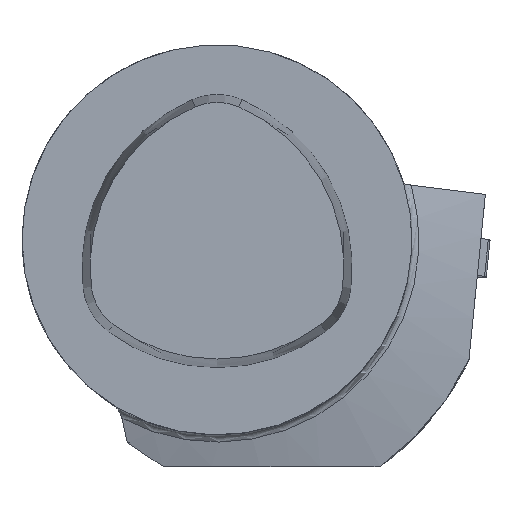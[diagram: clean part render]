
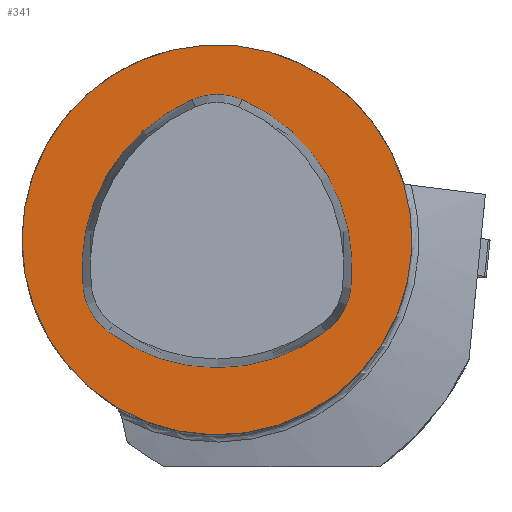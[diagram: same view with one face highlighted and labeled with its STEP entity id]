
A CAD part, top view. The second image highlights one B-rep face of the part: STEP entity #341.
In plain terms, the highlighted planar face has unit normal (0, 0, 1).
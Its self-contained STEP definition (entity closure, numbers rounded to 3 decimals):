
#111=FACE_BOUND('',#459,.T.);
#112=FACE_BOUND('',#460,.T.);
#120=PLANE('',#1138);
#341=ADVANCED_FACE('',(#111,#112),#120,.T.);
#459=EDGE_LOOP('',(#620));
#460=EDGE_LOOP('',(#621,#622,#623,#624,#625,#626));
#509=CIRCLE('',#1119,25.);
#516=CIRCLE('',#1132,23.36);
#517=CIRCLE('',#1133,8.12);
#518=CIRCLE('',#1134,23.36);
#519=CIRCLE('',#1135,8.12);
#520=CIRCLE('',#1136,23.36);
#521=CIRCLE('',#1137,8.12);
#620=ORIENTED_EDGE('',*,*,#943,.F.);
#621=ORIENTED_EDGE('',*,*,#958,.T.);
#622=ORIENTED_EDGE('',*,*,#959,.T.);
#623=ORIENTED_EDGE('',*,*,#960,.T.);
#624=ORIENTED_EDGE('',*,*,#961,.T.);
#625=ORIENTED_EDGE('',*,*,#962,.T.);
#626=ORIENTED_EDGE('',*,*,#963,.T.);
#844=VERTEX_POINT('',#1686);
#859=VERTEX_POINT('',#1718);
#860=VERTEX_POINT('',#1719);
#861=VERTEX_POINT('',#1721);
#862=VERTEX_POINT('',#1723);
#863=VERTEX_POINT('',#1725);
#864=VERTEX_POINT('',#1727);
#943=EDGE_CURVE('',#844,#844,#509,.T.);
#958=EDGE_CURVE('',#859,#860,#516,.T.);
#959=EDGE_CURVE('',#860,#861,#517,.T.);
#960=EDGE_CURVE('',#861,#862,#518,.T.);
#961=EDGE_CURVE('',#862,#863,#519,.T.);
#962=EDGE_CURVE('',#863,#864,#520,.T.);
#963=EDGE_CURVE('',#864,#859,#521,.T.);
#1119=AXIS2_PLACEMENT_3D('',#1685,#1288,#1289);
#1132=AXIS2_PLACEMENT_3D('',#1717,#1318,#1319);
#1133=AXIS2_PLACEMENT_3D('',#1720,#1320,#1321);
#1134=AXIS2_PLACEMENT_3D('',#1722,#1322,#1323);
#1135=AXIS2_PLACEMENT_3D('',#1724,#1324,#1325);
#1136=AXIS2_PLACEMENT_3D('',#1726,#1326,#1327);
#1137=AXIS2_PLACEMENT_3D('',#1728,#1328,#1329);
#1138=AXIS2_PLACEMENT_3D('',#1729,#1330,#1331);
#1288=DIRECTION('',(0.,0.,-1.));
#1289=DIRECTION('',(-1.,0.,0.));
#1318=DIRECTION('',(0.,0.,-1.));
#1319=DIRECTION('',(-1.,0.,0.));
#1320=DIRECTION('',(0.,0.,-1.));
#1321=DIRECTION('',(-1.,0.,0.));
#1322=DIRECTION('',(0.,0.,-1.));
#1323=DIRECTION('',(-1.,0.,0.));
#1324=DIRECTION('',(0.,0.,-1.));
#1325=DIRECTION('',(-1.,0.,0.));
#1326=DIRECTION('',(0.,0.,-1.));
#1327=DIRECTION('',(-1.,0.,0.));
#1328=DIRECTION('',(0.,0.,-1.));
#1329=DIRECTION('',(-1.,0.,0.));
#1330=DIRECTION('',(0.,0.,1.));
#1331=DIRECTION('',(1.,0.,0.));
#1685=CARTESIAN_POINT('',(0.,0.,0.));
#1686=CARTESIAN_POINT('',(-25.,0.,0.));
#1717=CARTESIAN_POINT('',(-6.045,-3.49,0.));
#1718=CARTESIAN_POINT('',(3.221,17.954,0.));
#1719=CARTESIAN_POINT('',(17.159,-6.188,0.));
#1720=CARTESIAN_POINT('',(9.093,-5.25,0.));
#1721=CARTESIAN_POINT('',(13.938,-11.766,0.));
#1722=CARTESIAN_POINT('',(0.,6.98,0.));
#1723=CARTESIAN_POINT('',(-13.938,-11.766,0.));
#1724=CARTESIAN_POINT('',(-9.093,-5.25,0.));
#1725=CARTESIAN_POINT('',(-17.159,-6.188,0.));
#1726=CARTESIAN_POINT('',(6.045,-3.49,0.));
#1727=CARTESIAN_POINT('',(-3.221,17.954,0.));
#1728=CARTESIAN_POINT('',(0.,10.5,0.));
#1729=CARTESIAN_POINT('',(0.,0.,0.));
